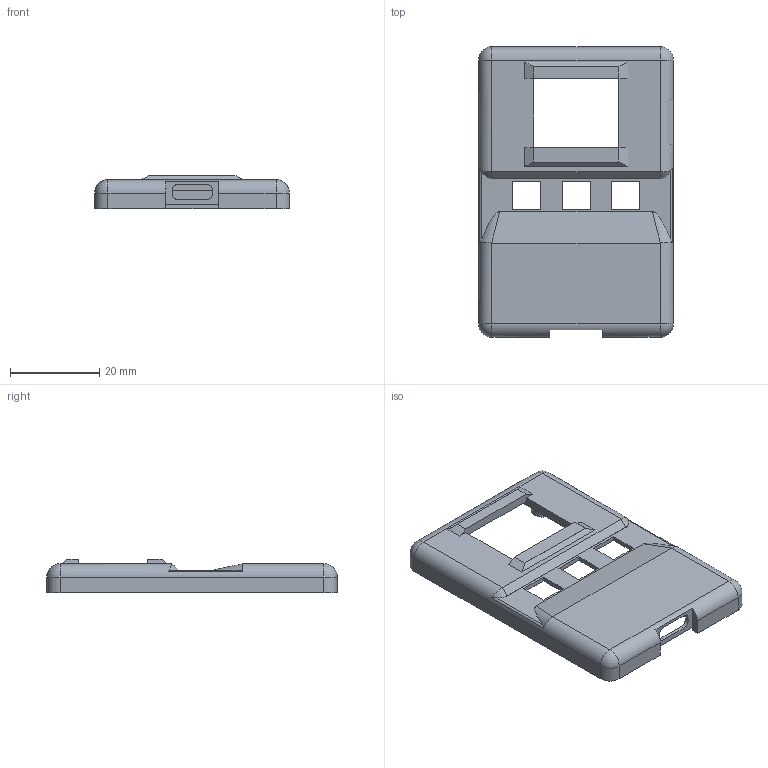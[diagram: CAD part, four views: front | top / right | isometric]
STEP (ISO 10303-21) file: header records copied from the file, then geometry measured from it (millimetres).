
FILE_DESCRIPTION(('FreeCAD Model'),'2;1');
FILE_NAME('Open CASCADE Shape Model','2025-05-28T20:11:17',('Author'),( ''),'Open CASCADE STEP processor 7.8','FreeCAD','Unknown');
FILE_SCHEMA(('AUTOMOTIVE_DESIGN { 1 0 10303 214 1 1 1 1 }'));
Length unit declared in the file: millimetre
Products named in the file (1): Body
Bounding box: 43.75 x 65.25 x 7.5 mm (x, y, z)
Volume: 6342.2 mm3; surface area: 7552.7 mm2
Topology: 1 solids, 1 shells, 209 faces, 599 edges, 389 vertices
Faces by surface type: plane 150, cylinder 51, sphere 8
Full cylindrical faces by diameter (mm): 2.904 x4
Entity records: 6851 total; most frequent: CARTESIAN_POINT 1327, ORIENTED_EDGE 1182, DIRECTION 1096, EDGE_CURVE 591, LINE 462, VECTOR 462, VERTEX_POINT 389, AXIS2_PLACEMENT_3D 317
